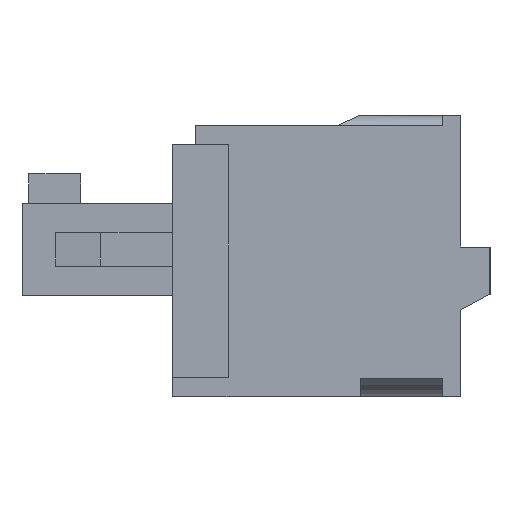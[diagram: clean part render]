
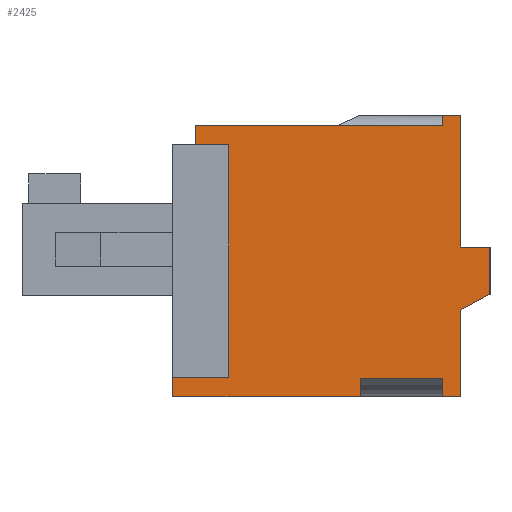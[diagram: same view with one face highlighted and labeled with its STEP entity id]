
A CAD part, left-side view. The second image highlights one B-rep face of the part: STEP entity #2425.
In plain terms, the highlighted planar face has unit normal (-1, 0, 0).
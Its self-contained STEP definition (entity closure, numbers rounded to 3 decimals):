
#2425 = ADVANCED_FACE( '', ( #5667 ), #5668, .T. );
#5667 = FACE_OUTER_BOUND( '', #9859, .T. );
#5668 = PLANE( '', #9860 );
#9859 = EDGE_LOOP( '', ( #16532, #16533, #16534, #16535, #16536, #16537, #16538, #16539, #16540, #16541, #16542, #16543, #16544, #16545, #16546, #16547, #16548, #16549 ) );
#9860 = AXIS2_PLACEMENT_3D( '', #16550, #16551, #16552 );
#16532 = ORIENTED_EDGE( '', *, *, #26201, .T. );
#16533 = ORIENTED_EDGE( '', *, *, #28210, .T. );
#16534 = ORIENTED_EDGE( '', *, *, #28211, .F. );
#16535 = ORIENTED_EDGE( '', *, *, #28212, .F. );
#16536 = ORIENTED_EDGE( '', *, *, #27248, .T. );
#16537 = ORIENTED_EDGE( '', *, *, #28213, .T. );
#16538 = ORIENTED_EDGE( '', *, *, #28214, .T. );
#16539 = ORIENTED_EDGE( '', *, *, #28215, .F. );
#16540 = ORIENTED_EDGE( '', *, *, #28216, .T. );
#16541 = ORIENTED_EDGE( '', *, *, #26803, .T. );
#16542 = ORIENTED_EDGE( '', *, *, #28217, .T. );
#16543 = ORIENTED_EDGE( '', *, *, #28218, .F. );
#16544 = ORIENTED_EDGE( '', *, *, #28219, .F. );
#16545 = ORIENTED_EDGE( '', *, *, #28220, .T. );
#16546 = ORIENTED_EDGE( '', *, *, #28221, .F. );
#16547 = ORIENTED_EDGE( '', *, *, #27185, .T. );
#16548 = ORIENTED_EDGE( '', *, *, #28222, .T. );
#16549 = ORIENTED_EDGE( '', *, *, #28223, .T. );
#16550 = CARTESIAN_POINT( '', ( -15.64, -7.05, -6.25 ) );
#16551 = DIRECTION( '', ( -1., 0., 0. ) );
#16552 = DIRECTION( '', ( 0., 0., 1. ) );
#26201 = EDGE_CURVE( '', #31552, #31557, #31559, .T. );
#26803 = EDGE_CURVE( '', #32638, #32636, #32639, .T. );
#27185 = EDGE_CURVE( '', #33298, #33296, #33299, .T. );
#27248 = EDGE_CURVE( '', #33414, #33412, #33415, .T. );
#28210 = EDGE_CURVE( '', #31557, #34967, #34968, .T. );
#28211 = EDGE_CURVE( '', #34969, #34967, #34970, .T. );
#28212 = EDGE_CURVE( '', #33414, #34969, #34971, .T. );
#28213 = EDGE_CURVE( '', #33412, #34972, #34973, .T. );
#28214 = EDGE_CURVE( '', #34972, #34974, #34975, .T. );
#28215 = EDGE_CURVE( '', #34976, #34974, #34977, .T. );
#28216 = EDGE_CURVE( '', #34976, #32638, #34978, .T. );
#28217 = EDGE_CURVE( '', #32636, #34979, #34980, .T. );
#28218 = EDGE_CURVE( '', #34981, #34979, #34982, .T. );
#28219 = EDGE_CURVE( '', #34983, #34981, #34984, .T. );
#28220 = EDGE_CURVE( '', #34983, #34985, #34986, .T. );
#28221 = EDGE_CURVE( '', #33298, #34985, #34987, .T. );
#28222 = EDGE_CURVE( '', #33296, #34988, #34989, .T. );
#28223 = EDGE_CURVE( '', #34988, #31552, #34990, .T. );
#31552 = VERTEX_POINT( '', #39380 );
#31557 = VERTEX_POINT( '', #39387 );
#31559 = LINE( '', #39390, #39391 );
#32636 = VERTEX_POINT( '', #40981 );
#32638 = VERTEX_POINT( '', #40984 );
#32639 = LINE( '', #40985, #40986 );
#33296 = VERTEX_POINT( '', #41994 );
#33298 = VERTEX_POINT( '', #41997 );
#33299 = LINE( '', #41998, #41999 );
#33412 = VERTEX_POINT( '', #42169 );
#33414 = VERTEX_POINT( '', #42172 );
#33415 = LINE( '', #42173, #42174 );
#34967 = VERTEX_POINT( '', #44506 );
#34968 = LINE( '', #44507, #44508 );
#34969 = VERTEX_POINT( '', #44509 );
#34970 = LINE( '', #44510, #44511 );
#34971 = LINE( '', #44512, #44513 );
#34972 = VERTEX_POINT( '', #44514 );
#34973 = LINE( '', #44515, #44516 );
#34974 = VERTEX_POINT( '', #44517 );
#34975 = LINE( '', #44518, #44519 );
#34976 = VERTEX_POINT( '', #44520 );
#34977 = LINE( '', #44521, #44522 );
#34978 = LINE( '', #44523, #44524 );
#34979 = VERTEX_POINT( '', #44525 );
#34980 = LINE( '', #44526, #44527 );
#34981 = VERTEX_POINT( '', #44528 );
#34982 = LINE( '', #44529, #44530 );
#34983 = VERTEX_POINT( '', #44531 );
#34984 = LINE( '', #44532, #44533 );
#34985 = VERTEX_POINT( '', #44534 );
#34986 = LINE( '', #44535, #44536 );
#34987 = LINE( '', #44537, #44538 );
#34988 = VERTEX_POINT( '', #44539 );
#34989 = LINE( '', #44540, #44541 );
#34990 = LINE( '', #44542, #44543 );
#39380 = CARTESIAN_POINT( '', ( -15.64, 4.55, 4.95 ) );
#39387 = CARTESIAN_POINT( '', ( -15.64, 4.55, -5.4 ) );
#39390 = CARTESIAN_POINT( '', ( -15.64, 4.55, 31.117 ) );
#39391 = VECTOR( '', #50423, 1000. );
#40981 = CARTESIAN_POINT( '', ( -15.64, -7.05, -1.7 ) );
#40984 = CARTESIAN_POINT( '', ( -15.64, -5.75, -2.4 ) );
#40985 = CARTESIAN_POINT( '', ( -15.64, -5.75, -2.4 ) );
#40986 = VECTOR( '', #51016, 1000. );
#41994 = CARTESIAN_POINT( '', ( -15.64, 6.05, 5.8 ) );
#41997 = CARTESIAN_POINT( '', ( -15.64, -4.95, 5.8 ) );
#41998 = CARTESIAN_POINT( '', ( -15.64, -0.25, 5.8 ) );
#41999 = VECTOR( '', #51399, 1000. );
#42169 = CARTESIAN_POINT( '', ( -15.64, -1.3, -5.45 ) );
#42172 = CARTESIAN_POINT( '', ( -15.64, -1.3, -6.25 ) );
#42173 = CARTESIAN_POINT( '', ( -15.64, -1.3, -6.25 ) );
#42174 = VECTOR( '', #51461, 1000. );
#44506 = CARTESIAN_POINT( '', ( -15.64, 7.05, -5.4 ) );
#44507 = CARTESIAN_POINT( '', ( -15.64, 7.05, -5.4 ) );
#44508 = VECTOR( '', #52329, 1000. );
#44509 = CARTESIAN_POINT( '', ( -15.64, 7.05, -6.25 ) );
#44510 = CARTESIAN_POINT( '', ( -15.64, 7.05, -6.25 ) );
#44511 = VECTOR( '', #52330, 1000. );
#44512 = CARTESIAN_POINT( '', ( -15.64, -7.05, -6.25 ) );
#44513 = VECTOR( '', #52331, 1000. );
#44514 = CARTESIAN_POINT( '', ( -15.64, -4.95, -5.45 ) );
#44515 = CARTESIAN_POINT( '', ( -15.64, -1.3, -5.45 ) );
#44516 = VECTOR( '', #52332, 1000. );
#44517 = CARTESIAN_POINT( '', ( -15.64, -4.95, -6.25 ) );
#44518 = CARTESIAN_POINT( '', ( -15.64, -4.95, -5.45 ) );
#44519 = VECTOR( '', #52333, 1000. );
#44520 = CARTESIAN_POINT( '', ( -15.64, -5.75, -6.25 ) );
#44521 = CARTESIAN_POINT( '', ( -15.64, -7.05, -6.25 ) );
#44522 = VECTOR( '', #52334, 1000. );
#44523 = CARTESIAN_POINT( '', ( -15.64, -5.75, -6.25 ) );
#44524 = VECTOR( '', #52335, 1000. );
#44525 = CARTESIAN_POINT( '', ( -15.64, -7.05, 0.4 ) );
#44526 = CARTESIAN_POINT( '', ( -15.64, -7.05, -6.25 ) );
#44527 = VECTOR( '', #52336, 1000. );
#44528 = CARTESIAN_POINT( '', ( -15.64, -5.75, 0.4 ) );
#44529 = CARTESIAN_POINT( '', ( -15.64, -7.05, 0.4 ) );
#44530 = VECTOR( '', #52337, 1000. );
#44531 = CARTESIAN_POINT( '', ( -15.64, -5.75, 6.25 ) );
#44532 = CARTESIAN_POINT( '', ( -15.64, -5.75, 6.25 ) );
#44533 = VECTOR( '', #52338, 1000. );
#44534 = CARTESIAN_POINT( '', ( -15.64, -4.95, 6.25 ) );
#44535 = CARTESIAN_POINT( '', ( -15.64, -7.05, 6.25 ) );
#44536 = VECTOR( '', #52339, 1000. );
#44537 = CARTESIAN_POINT( '', ( -15.64, -4.95, -30.267 ) );
#44538 = VECTOR( '', #52340, 1000. );
#44539 = CARTESIAN_POINT( '', ( -15.64, 6.05, 4.95 ) );
#44540 = CARTESIAN_POINT( '', ( -15.64, 6.05, 5.8 ) );
#44541 = VECTOR( '', #52341, 1000. );
#44542 = CARTESIAN_POINT( '', ( -15.64, 6.05, 4.95 ) );
#44543 = VECTOR( '', #52342, 1000. );
#50423 = DIRECTION( '', ( 0., 0., -1. ) );
#51016 = DIRECTION( '', ( 0., -0.88, 0.474 ) );
#51399 = DIRECTION( '', ( 0., 1., 0. ) );
#51461 = DIRECTION( '', ( 0., 0., 1. ) );
#52329 = DIRECTION( '', ( 0., 1., 0. ) );
#52330 = DIRECTION( '', ( 0., 0., 1. ) );
#52331 = DIRECTION( '', ( 0., 1., 0. ) );
#52332 = DIRECTION( '', ( 0., -1., 0. ) );
#52333 = DIRECTION( '', ( 0., 0., -1. ) );
#52334 = DIRECTION( '', ( 0., 1., 0. ) );
#52335 = DIRECTION( '', ( 0., 0., 1. ) );
#52336 = DIRECTION( '', ( 0., 0., 1. ) );
#52337 = DIRECTION( '', ( 0., -1., 0. ) );
#52338 = DIRECTION( '', ( 0., 0., -1. ) );
#52339 = DIRECTION( '', ( 0., 1., 0. ) );
#52340 = DIRECTION( '', ( 0., 0., 1. ) );
#52341 = DIRECTION( '', ( 0., 0., -1. ) );
#52342 = DIRECTION( '', ( 0., -1., 0. ) );
